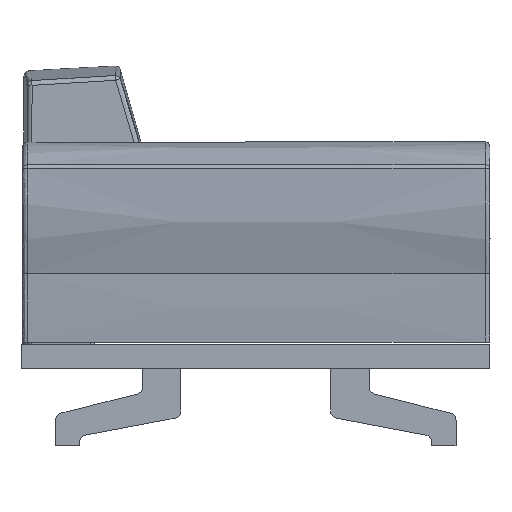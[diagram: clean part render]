
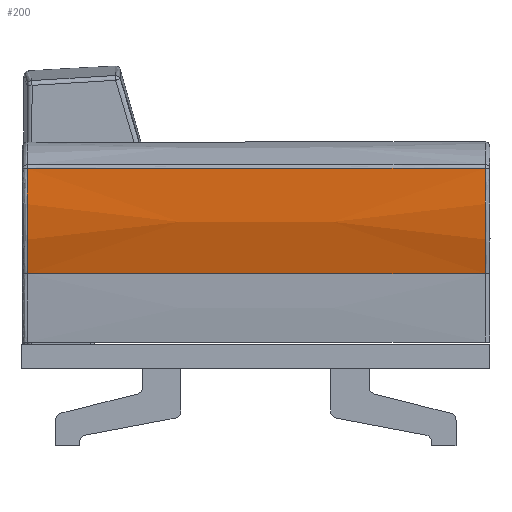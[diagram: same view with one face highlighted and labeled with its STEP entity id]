
A CAD part, left-side view. The second image highlights one B-rep face of the part: STEP entity #200.
In plain terms, the highlighted free-form (B-spline) face has degree [3, 2] with [4, 3] control points.
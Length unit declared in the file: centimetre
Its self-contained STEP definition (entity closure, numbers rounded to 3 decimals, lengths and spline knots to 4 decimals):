
#200=ADVANCED_FACE($,(#396),#2202,.T.);
#396=FACE_OUTER_BOUND($,#592,.T.);
#592=EDGE_LOOP($,(#1297,#1298,#1299,#1300));
#1297=ORIENTED_EDGE($,*,*,#1761,.F.);
#1298=ORIENTED_EDGE($,*,*,#1760,.F.);
#1299=ORIENTED_EDGE($,*,*,#1762,.F.);
#1300=ORIENTED_EDGE($,*,*,#1759,.F.);
#1759=EDGE_CURVE($,#2008,#2009,#2585,.T.);
#1760=EDGE_CURVE($,#2010,#2011,#2586,.T.);
#1761=EDGE_CURVE($,#2011,#2008,#2587,.T.);
#1762=EDGE_CURVE($,#2009,#2010,#2588,.T.);
#2008=VERTEX_POINT($,#7548);
#2009=VERTEX_POINT($,#7549);
#2010=VERTEX_POINT($,#7550);
#2011=VERTEX_POINT($,#7551);
#2202=(
BOUNDED_SURFACE()
B_SPLINE_SURFACE(3,2,((#7152,#7153,#7154),(#7155,#7156,#7157),(#7158,#7159,
#7160),(#7161,#7162,#7163)),.UNSPECIFIED.,.F.,.F.,.F.)
B_SPLINE_SURFACE_WITH_KNOTS((4,4),(3,3),(0.9999,95.9001),
(63.4457,85.6691),.UNSPECIFIED.)
GEOMETRIC_REPRESENTATION_ITEM()
RATIONAL_B_SPLINE_SURFACE(((0.999,0.975,1.),
(0.999,0.975,1.),(0.999,
0.975,1.),(0.999,0.975,
1.)))
REPRESENTATION_ITEM($)
SURFACE()
);
#2585=(
BOUNDED_CURVE()
B_SPLINE_CURVE(3,(#6948,#6949,#6950,#6951,#6952,#6953),.UNSPECIFIED.,.F.,
.F.)
B_SPLINE_CURVE_WITH_KNOTS((4,1,1,4),(0.4984,10.9664,
16.5554,22.2827),.UNSPECIFIED.)
CURVE()
GEOMETRIC_REPRESENTATION_ITEM()
RATIONAL_B_SPLINE_CURVE((1.,1.,1.,1.,1.,1.))
REPRESENTATION_ITEM($)
);
#2586=(
BOUNDED_CURVE()
B_SPLINE_CURVE(3,(#6954,#6955,#6956,#6957,#6958,#6959),.UNSPECIFIED.,.F.,
.F.)
B_SPLINE_CURVE_WITH_KNOTS((4,1,1,4),(0.0003,10.9664,
16.5554,21.7847),.UNSPECIFIED.)
CURVE()
GEOMETRIC_REPRESENTATION_ITEM()
RATIONAL_B_SPLINE_CURVE((1.,1.,1.,1.,1.,1.))
REPRESENTATION_ITEM($)
);
#2587=(
BOUNDED_CURVE()
B_SPLINE_CURVE(3,(#6960,#6961,#6962,#6963),.UNSPECIFIED.,.F.,.F.)
B_SPLINE_CURVE_WITH_KNOTS((4,4),(0.9998,95.8998),.UNSPECIFIED.)
CURVE()
GEOMETRIC_REPRESENTATION_ITEM()
RATIONAL_B_SPLINE_CURVE((1.,1.,1.,1.))
REPRESENTATION_ITEM($)
);
#2588=(
BOUNDED_CURVE()
B_SPLINE_CURVE(3,(#6964,#6965,#6966,#6967),.UNSPECIFIED.,.F.,.F.)
B_SPLINE_CURVE_WITH_KNOTS((4,4),(0.9999,95.8999),.UNSPECIFIED.)
CURVE()
GEOMETRIC_REPRESENTATION_ITEM()
RATIONAL_B_SPLINE_CURVE((1.,1.,1.,1.))
REPRESENTATION_ITEM($)
);
#6948=CARTESIAN_POINT($,(11600.9821,-2439.9821,41.5001));
#6949=CARTESIAN_POINT($,(11600.6768,-2439.9821,37.9529));
#6950=CARTESIAN_POINT($,(11600.7913,-2439.9822,32.4619));
#6951=CARTESIAN_POINT($,(11602.1498,-2439.9822,25.1661));
#6952=CARTESIAN_POINT($,(11603.2856,-2439.9822,21.4819));
#6953=CARTESIAN_POINT($,(11603.9672,-2439.9823,19.657));
#6954=CARTESIAN_POINT($,(11603.9716,-2345.0823,19.6241));
#6955=CARTESIAN_POINT($,(11602.6663,-2345.0822,23.118));
#6956=CARTESIAN_POINT($,(11601.2884,-2345.0822,28.6135));
#6957=CARTESIAN_POINT($,(11600.7145,-2345.0821,36.0125));
#6958=CARTESIAN_POINT($,(11600.8342,-2345.0821,39.6952));
#6959=CARTESIAN_POINT($,(11600.9865,-2345.0821,41.4672));
#6960=CARTESIAN_POINT($,(11600.9865,-2345.0821,41.4672));
#6961=CARTESIAN_POINT($,(11600.9851,-2376.7154,41.4782));
#6962=CARTESIAN_POINT($,(11600.9836,-2408.3488,41.4891));
#6963=CARTESIAN_POINT($,(11600.9821,-2439.9821,41.5001));
#6964=CARTESIAN_POINT($,(11603.9672,-2439.9823,19.657));
#6965=CARTESIAN_POINT($,(11603.9686,-2408.3489,19.6461));
#6966=CARTESIAN_POINT($,(11603.9701,-2376.7156,19.6351));
#6967=CARTESIAN_POINT($,(11603.9716,-2345.0823,19.6241));
#7152=CARTESIAN_POINT($,(11600.9821,-2439.9823,41.5001));
#7153=CARTESIAN_POINT($,(11600.0146,-2439.9823,30.2424));
#7154=CARTESIAN_POINT($,(11603.9672,-2439.9823,19.657));
#7155=CARTESIAN_POINT($,(11600.9836,-2408.3489,41.4891));
#7156=CARTESIAN_POINT($,(11600.0161,-2408.3489,30.2314));
#7157=CARTESIAN_POINT($,(11603.9686,-2408.3489,19.6461));
#7158=CARTESIAN_POINT($,(11600.9851,-2376.7155,41.4782));
#7159=CARTESIAN_POINT($,(11600.0176,-2376.7155,30.2205));
#7160=CARTESIAN_POINT($,(11603.9701,-2376.7155,19.6351));
#7161=CARTESIAN_POINT($,(11600.9865,-2345.0821,41.4672));
#7162=CARTESIAN_POINT($,(11600.0191,-2345.0821,30.2095));
#7163=CARTESIAN_POINT($,(11603.9716,-2345.0821,19.6241));
#7548=CARTESIAN_POINT($,(11600.9821,-2439.9821,41.5001));
#7549=CARTESIAN_POINT($,(11603.9672,-2439.9823,19.657));
#7550=CARTESIAN_POINT($,(11603.9716,-2345.0823,19.6241));
#7551=CARTESIAN_POINT($,(11600.9865,-2345.0821,41.4672));
